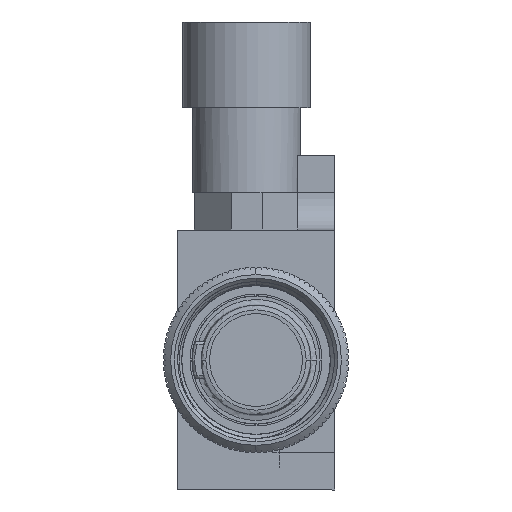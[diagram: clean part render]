
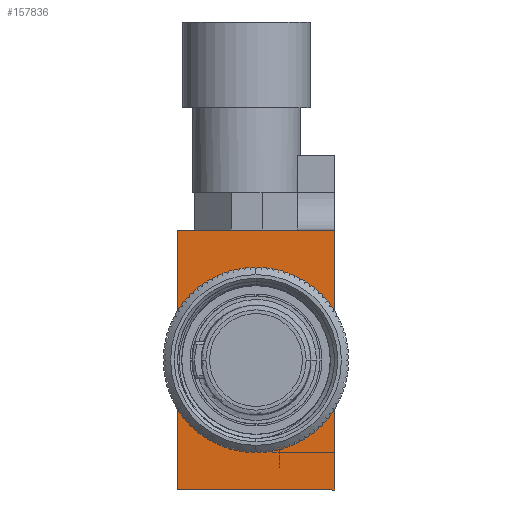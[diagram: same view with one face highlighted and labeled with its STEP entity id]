
A CAD part, left-side view. The second image highlights one B-rep face of the part: STEP entity #157836.
In plain terms, the highlighted planar face has unit normal (-1, 0, 0).
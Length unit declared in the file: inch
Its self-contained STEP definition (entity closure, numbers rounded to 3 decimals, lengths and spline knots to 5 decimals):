
#7977 = VERTEX_POINT ( 'NONE', #140733 ) ;
#9983 = FACE_BOUND ( 'NONE', #69651, .T. ) ;
#13585 = DIRECTION ( 'NONE',  ( 0., 0., -1. ) ) ;
#13930 = CARTESIAN_POINT ( 'NONE',  ( -1.88976, 0.27559, -0.1378 ) ) ;
#17642 = FACE_OUTER_BOUND ( 'NONE', #86243, .T. ) ;
#19504 = VERTEX_POINT ( 'NONE', #51631 ) ;
#20822 = DIRECTION ( 'NONE',  ( 0., 0., -1. ) ) ;
#21389 = LINE ( 'NONE', #100112, #82734 ) ;
#24061 = EDGE_CURVE ( 'NONE', #34819, #112021, #29701, .T. ) ;
#25142 = ORIENTED_EDGE ( 'NONE', *, *, #24061, .F. ) ;
#26191 = EDGE_CURVE ( 'NONE', #108442, #121180, #50606, .T. ) ;
#26708 = EDGE_CURVE ( 'NONE', #121180, #108442, #31215, .T. ) ;
#27191 = CARTESIAN_POINT ( 'NONE',  ( -1.88976, 0., -0.16732 ) ) ;
#27367 = EDGE_CURVE ( 'NONE', #19504, #34819, #21389, .T. ) ;
#27881 = ORIENTED_EDGE ( 'NONE', *, *, #26708, .T. ) ;
#29701 = LINE ( 'NONE', #108915, #90887 ) ;
#31215 = CIRCLE ( 'NONE', #57786, 0.1378 ) ;
#33121 = CARTESIAN_POINT ( 'NONE',  ( -1.88976, 0.55118, 0.16732 ) ) ;
#34819 = VERTEX_POINT ( 'NONE', #33121 ) ;
#38132 = CARTESIAN_POINT ( 'NONE',  ( -1.88976, 0.27559, 0. ) ) ;
#46311 = EDGE_CURVE ( 'NONE', #7977, #112021, #55768, .T. ) ;
#50606 = CIRCLE ( 'NONE', #59883, 0.1378 ) ;
#51631 = CARTESIAN_POINT ( 'NONE',  ( -1.88976, 0.55118, -0.16732 ) ) ;
#51767 = DIRECTION ( 'NONE',  ( 0., -1., 0. ) ) ;
#55768 = LINE ( 'NONE', #27191, #75003 ) ;
#56687 = DIRECTION ( 'NONE',  ( 1., 0., 0. ) ) ;
#57786 = AXIS2_PLACEMENT_3D ( 'NONE', #38132, #61739, #13585 ) ;
#59883 = AXIS2_PLACEMENT_3D ( 'NONE', #68750, #104639, #93931 ) ;
#59947 = EDGE_CURVE ( 'NONE', #19504, #7977, #138244, .T. ) ;
#61739 = DIRECTION ( 'NONE',  ( 1., 0., 0. ) ) ;
#68750 = CARTESIAN_POINT ( 'NONE',  ( -1.88976, 0.27559, 0. ) ) ;
#69651 = EDGE_LOOP ( 'NONE', ( #91571, #27881 ) ) ;
#72048 = DIRECTION ( 'NONE',  ( 0., -1., 0. ) ) ;
#73885 = DIRECTION ( 'NONE',  ( 0., 0., 1. ) ) ;
#75003 = VECTOR ( 'NONE', #148799, 39.37008 ) ;
#75572 = CARTESIAN_POINT ( 'NONE',  ( -1.88976, 0., 0.16732 ) ) ;
#82734 = VECTOR ( 'NONE', #73885, 39.37008 ) ;
#86243 = EDGE_LOOP ( 'NONE', ( #103104, #25142, #91003, #88067 ) ) ;
#88067 = ORIENTED_EDGE ( 'NONE', *, *, #59947, .T. ) ;
#90887 = VECTOR ( 'NONE', #72048, 39.37008 ) ;
#91003 = ORIENTED_EDGE ( 'NONE', *, *, #27367, .F. ) ;
#91571 = ORIENTED_EDGE ( 'NONE', *, *, #26191, .T. ) ;
#93931 = DIRECTION ( 'NONE',  ( 0., 0., -1. ) ) ;
#100112 = CARTESIAN_POINT ( 'NONE',  ( -1.88976, 0.55118, -0.16732 ) ) ;
#103104 = ORIENTED_EDGE ( 'NONE', *, *, #46311, .T. ) ;
#104639 = DIRECTION ( 'NONE',  ( 1., 0., 0. ) ) ;
#105677 = VECTOR ( 'NONE', #51767, 39.37008 ) ;
#108442 = VERTEX_POINT ( 'NONE', #13930 ) ;
#108915 = CARTESIAN_POINT ( 'NONE',  ( -1.88976, 0.55118, 0.16732 ) ) ;
#112021 = VERTEX_POINT ( 'NONE', #75572 ) ;
#120195 = CARTESIAN_POINT ( 'NONE',  ( -1.88976, 0.55118, -0.16732 ) ) ;
#121180 = VERTEX_POINT ( 'NONE', #150291 ) ;
#138244 = LINE ( 'NONE', #120195, #105677 ) ;
#140733 = CARTESIAN_POINT ( 'NONE',  ( -1.88976, 0., -0.16732 ) ) ;
#142357 = PLANE ( 'NONE',  #143644 ) ;
#143644 = AXIS2_PLACEMENT_3D ( 'NONE', #154272, #56687, #20822 ) ;
#148799 = DIRECTION ( 'NONE',  ( 0., 0., 1. ) ) ;
#150291 = CARTESIAN_POINT ( 'NONE',  ( -1.88976, 0.27559, 0.1378 ) ) ;
#154272 = CARTESIAN_POINT ( 'NONE',  ( -1.88976, 0.55118, -0.16732 ) ) ;
#157836 = ADVANCED_FACE ( 'NONE', ( #9983, #17642 ), #142357, .F. ) ;
